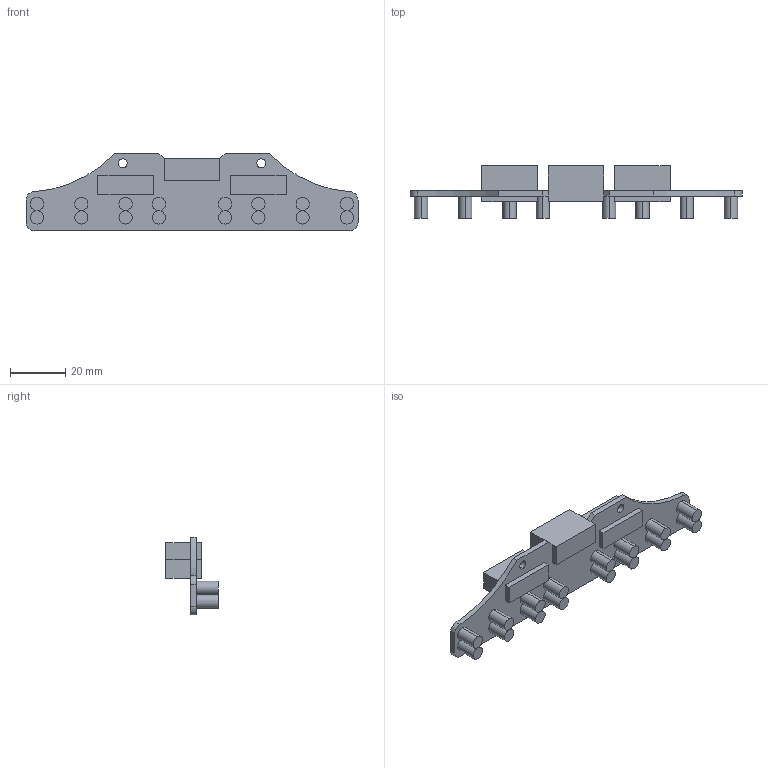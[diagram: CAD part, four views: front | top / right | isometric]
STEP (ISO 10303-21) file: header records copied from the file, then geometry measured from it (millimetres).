
FILE_DESCRIPTION (( 'STEP AP203' ), '1' );
FILE_NAME ('循迹（绿）.STEP', '2023-04-27T12:43:25', ( '' ), ( '' ), 'SwSTEP 2.0', 'SolidWorks 2021', '' );
FILE_SCHEMA (( 'CONFIG_CONTROL_DESIGN' ));
Length unit declared in the file: millimetre
Products named in the file (1): 悜慫ㄗ蟯ㄘ
Bounding box: 120 x 19 x 28 mm (x, y, z)
Volume: 12502.1 mm3; surface area: 9665.5 mm2
Topology: 1 solids, 1 shells, 96 faces, 218 edges, 144 vertices
Faces by surface type: plane 54, cylinder 42
Entity records: 2799 total; most frequent: DIRECTION 496, CARTESIAN_POINT 459, ORIENTED_EDGE 436, EDGE_CURVE 218, AXIS2_PLACEMENT_3D 181, VERTEX_POINT 144, LINE 134, VECTOR 134
